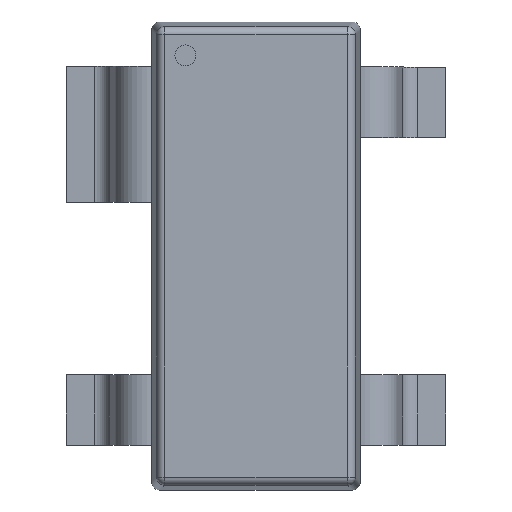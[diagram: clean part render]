
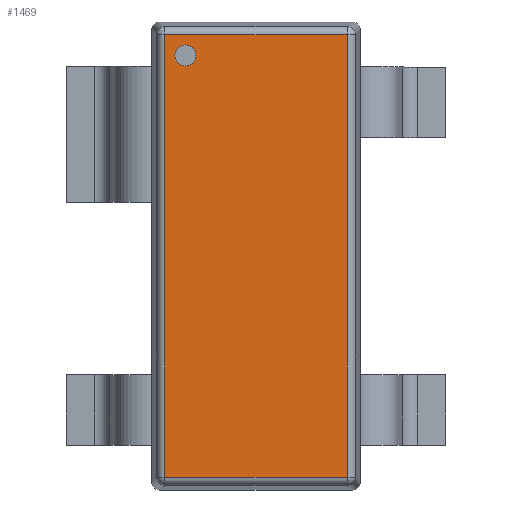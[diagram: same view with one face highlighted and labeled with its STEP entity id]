
A CAD part, top view. The second image highlights one B-rep face of the part: STEP entity #1469.
In plain terms, the highlighted planar face has unit normal (0, 0, 1).
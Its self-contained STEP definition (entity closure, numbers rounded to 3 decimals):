
#1095=VERTEX_POINT('NONE',#1096);
#1096=CARTESIAN_POINT('',(-0.506,1.251,0.533));
#1102=EDGE_CURVE('NONE',#1095,#1103,#1105,.T.);
#1103=VERTEX_POINT('NONE',#1104);
#1104=CARTESIAN_POINT('',(-0.376,1.251,0.533));
#1105=CIRCLE('',#1106,0.065);
#1106=AXIS2_PLACEMENT_3D('',#1107,#1108,#1109);
#1107=CARTESIAN_POINT('',(-0.441,1.251,0.533));
#1108=DIRECTION('',(0.0,0.0,1.0));
#1109=DIRECTION('',(1.0,0.0,0.0));
#1469=ADVANCED_FACE('NONE',(#1470,#1480),#1514,.T.);
#1470=FACE_BOUND('NONE',#1471,.T.);
#1471=EDGE_LOOP('',(#1472,#1479));
#1472=ORIENTED_EDGE('',*,*,#1473,.T.);
#1473=EDGE_CURVE('NONE',#1095,#1103,#1474,.F.);
#1474=CIRCLE('',#1475,0.065);
#1475=AXIS2_PLACEMENT_3D('',#1476,#1477,#1478);
#1476=CARTESIAN_POINT('',(-0.441,1.251,0.533));
#1477=DIRECTION('',(0.0,0.0,1.0));
#1478=DIRECTION('',(1.0,0.0,0.0));
#1479=ORIENTED_EDGE('',*,*,#1102,.F.);
#1480=FACE_BOUND('NONE',#1481,.T.);
#1481=EDGE_LOOP('',(#1482,#1492,#1500,#1508));
#1482=ORIENTED_EDGE('',*,*,#1483,.T.);
#1483=EDGE_CURVE('NONE',#1484,#1486,#1488,.T.);
#1484=VERTEX_POINT('NONE',#1485);
#1485=CARTESIAN_POINT('',(0.571,1.381,0.533));
#1486=VERTEX_POINT('NONE',#1487);
#1487=CARTESIAN_POINT('',(-0.571,1.381,0.533));
#1488=LINE('',#1489,#1490);
#1489=CARTESIAN_POINT('',(-0.617,1.381,0.533));
#1490=VECTOR('',#1491,1.0);
#1491=DIRECTION('',(-1.0,0.0,0.0));
#1492=ORIENTED_EDGE('',*,*,#1493,.T.);
#1493=EDGE_CURVE('NONE',#1486,#1494,#1496,.T.);
#1494=VERTEX_POINT('NONE',#1495);
#1495=CARTESIAN_POINT('',(-0.571,-1.381,0.533));
#1496=LINE('',#1497,#1498);
#1497=CARTESIAN_POINT('',(-0.571,-1.427,0.533));
#1498=VECTOR('',#1499,1.0);
#1499=DIRECTION('',(0.0,-1.0,0.0));
#1500=ORIENTED_EDGE('',*,*,#1501,.T.);
#1501=EDGE_CURVE('NONE',#1494,#1502,#1504,.T.);
#1502=VERTEX_POINT('NONE',#1503);
#1503=CARTESIAN_POINT('',(0.571,-1.381,0.533));
#1504=LINE('',#1505,#1506);
#1505=CARTESIAN_POINT('',(0.617,-1.381,0.533));
#1506=VECTOR('',#1507,1.0);
#1507=DIRECTION('',(1.0,0.0,0.0));
#1508=ORIENTED_EDGE('',*,*,#1509,.T.);
#1509=EDGE_CURVE('NONE',#1502,#1484,#1510,.T.);
#1510=LINE('',#1511,#1512);
#1511=CARTESIAN_POINT('',(0.571,1.427,0.533));
#1512=VECTOR('',#1513,1.0);
#1513=DIRECTION('',(0.0,1.0,0.0));
#1514=PLANE('',#1515);
#1515=AXIS2_PLACEMENT_3D('',#1516,#1517,#1518);
#1516=CARTESIAN_POINT('',(0.0,0.0,0.533));
#1517=DIRECTION('',(0.0,0.0,1.0));
#1518=DIRECTION('',(1.0,0.0,0.0));
